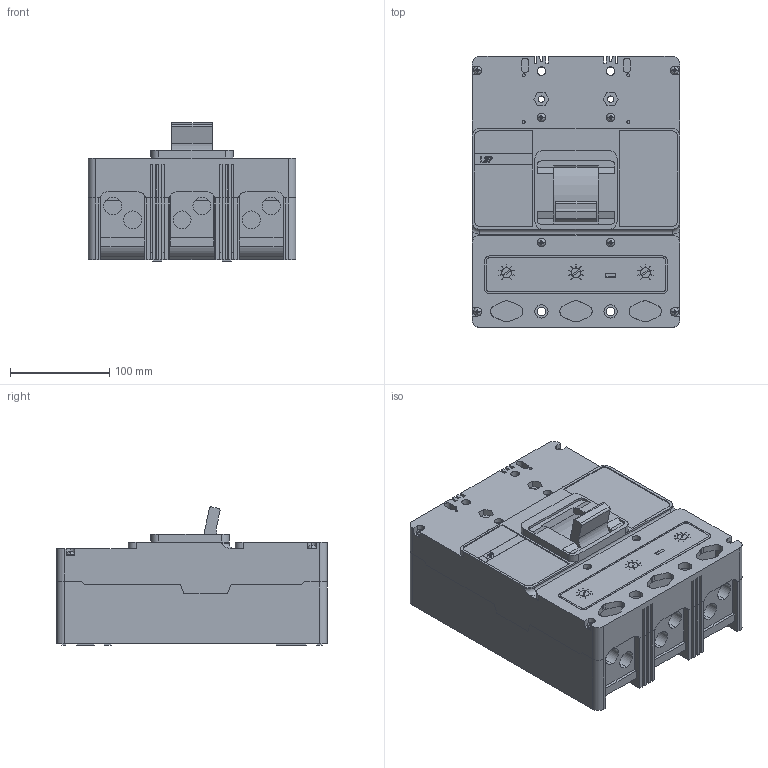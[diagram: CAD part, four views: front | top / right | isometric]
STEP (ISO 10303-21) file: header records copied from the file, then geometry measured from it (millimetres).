
FILE_DESCRIPTION (( 'STEP AP214' ), '1' );
FILE_NAME ('L3P-400-UVDC.STEP', '2013-11-07T15:51:42', ( '' ), ( '' ), 'SwSTEP 2.0', 'SolidWorks 2013', '' );
FILE_SCHEMA (( 'AUTOMOTIVE_DESIGN' ));
Length unit declared in the file: millimetre
Products named in the file (1): L3P-400-UVDC
Bounding box: 209.55 x 273.05 x 139.2 mm (x, y, z)
Volume: 5221109.2 mm3; surface area: 587256.8 mm2
Topology: 67 solids, 67 shells, 1195 faces, 3111 edges, 2058 vertices
Faces by surface type: plane 927, cylinder 207, bspline 43, torus 18
Entity records: 48660 total; most frequent: CARTESIAN_POINT 8250, ORIENTED_EDGE 6222, DIRECTION 5707, EDGE_CURVE 3111, VECTOR 2409, LINE 2409, VERTEX_POINT 2058, AXIS2_PLACEMENT_3D 1649
